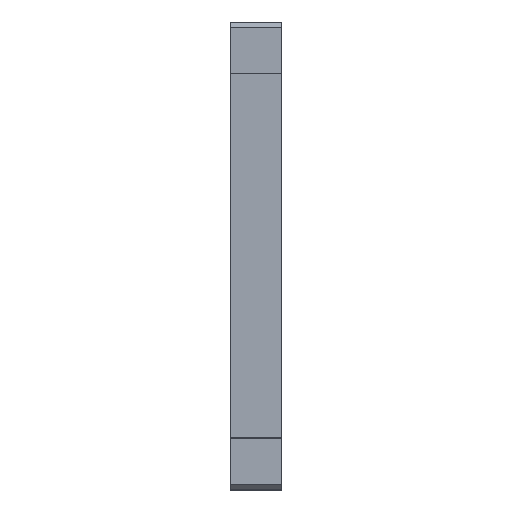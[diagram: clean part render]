
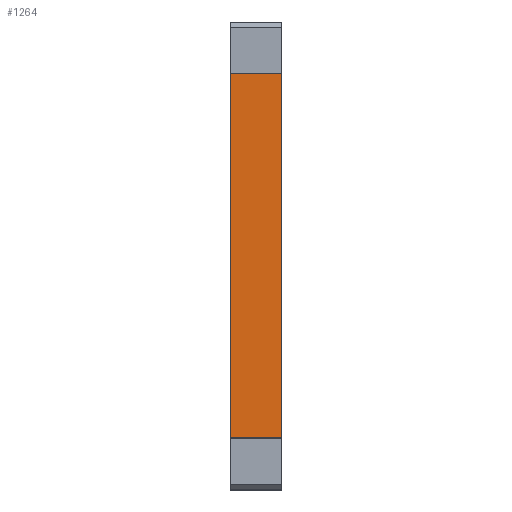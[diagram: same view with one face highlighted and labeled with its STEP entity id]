
A CAD part, top view. The second image highlights one B-rep face of the part: STEP entity #1264.
In plain terms, the highlighted planar face has unit normal (0, 0, 1).
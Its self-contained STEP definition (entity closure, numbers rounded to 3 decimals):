
#160=FACE_OUTER_BOUND('',#228,.T.);
#228=EDGE_LOOP('',(#1064,#1065,#1066,#1067));
#292=LINE('',#1947,#418);
#319=LINE('',#2022,#445);
#359=LINE('',#2208,#485);
#360=LINE('',#2209,#486);
#418=VECTOR('',#1517,10.);
#445=VECTOR('',#1590,10.);
#485=VECTOR('',#1702,10.);
#486=VECTOR('',#1703,10.);
#546=VERTEX_POINT('',#1941);
#548=VERTEX_POINT('',#1945);
#573=VERTEX_POINT('',#2021);
#618=VERTEX_POINT('',#2207);
#686=EDGE_CURVE('',#546,#548,#292,.T.);
#723=EDGE_CURVE('',#573,#546,#319,.T.);
#788=EDGE_CURVE('',#618,#548,#359,.T.);
#789=EDGE_CURVE('',#573,#618,#360,.T.);
#1064=ORIENTED_EDGE('',*,*,#723,.T.);
#1065=ORIENTED_EDGE('',*,*,#686,.T.);
#1066=ORIENTED_EDGE('',*,*,#788,.F.);
#1067=ORIENTED_EDGE('',*,*,#789,.F.);
#1211=PLANE('',#1392);
#1264=ADVANCED_FACE('',(#160),#1211,.T.);
#1392=AXIS2_PLACEMENT_3D('',#2206,#1700,#1701);
#1517=DIRECTION('',(1.,0.,0.));
#1590=DIRECTION('',(0.,-1.,0.));
#1700=DIRECTION('center_axis',(0.,0.,1.));
#1701=DIRECTION('ref_axis',(0.,-1.,0.));
#1702=DIRECTION('',(0.,-1.,0.));
#1703=DIRECTION('',(1.,0.,0.));
#1941=CARTESIAN_POINT('',(0.,-17.75,24.));
#1945=CARTESIAN_POINT('',(5.,-17.75,24.));
#1947=CARTESIAN_POINT('',(0.,-17.75,24.));
#2021=CARTESIAN_POINT('',(0.,17.75,24.));
#2022=CARTESIAN_POINT('',(0.,17.75,24.));
#2206=CARTESIAN_POINT('Origin',(0.,17.75,24.));
#2207=CARTESIAN_POINT('',(5.,17.75,24.));
#2208=CARTESIAN_POINT('',(5.,17.75,24.));
#2209=CARTESIAN_POINT('',(0.,17.75,24.));
